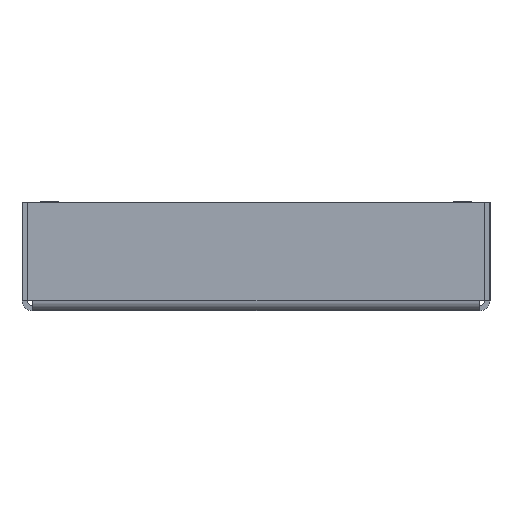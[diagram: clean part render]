
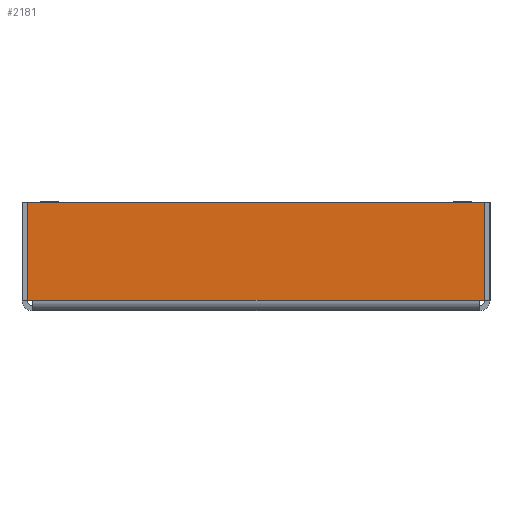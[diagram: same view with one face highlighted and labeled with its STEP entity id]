
A CAD part, left-side view. The second image highlights one B-rep face of the part: STEP entity #2181.
In plain terms, the highlighted planar face has unit normal (-1, 0, 0).
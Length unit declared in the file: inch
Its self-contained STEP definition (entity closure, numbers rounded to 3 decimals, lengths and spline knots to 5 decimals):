
#224=DIRECTION('',(0.,0.,1.));
#225=VECTOR('',#224,4.044);
#226=CARTESIAN_POINT('',(-10.266,0.096,-4.14));
#227=LINE('',#226,#225);
#670=DIRECTION('',(0.,0.,1.));
#671=VECTOR('',#670,0.048);
#672=CARTESIAN_POINT('',(-10.266,0.096,-4.188));
#673=LINE('',#672,#671);
#674=DIRECTION('',(0.,-1.,0.));
#675=VECTOR('',#674,0.889);
#676=CARTESIAN_POINT('',(-10.266,0.985,-4.188));
#677=LINE('',#676,#675);
#678=DIRECTION('',(0.,0.,-1.));
#679=VECTOR('',#678,4.14);
#680=CARTESIAN_POINT('',(-10.266,0.985,-0.048));
#681=LINE('',#680,#679);
#682=DIRECTION('',(0.,1.,0.));
#683=VECTOR('',#682,0.889);
#684=CARTESIAN_POINT('',(-10.266,0.096,-0.048));
#685=LINE('',#684,#683);
#686=DIRECTION('',(0.,0.,1.));
#687=VECTOR('',#686,0.048);
#688=CARTESIAN_POINT('',(-10.266,0.096,-0.096));
#689=LINE('',#688,#687);
#1102=CARTESIAN_POINT('',(-10.266,0.096,-0.096));
#1103=CARTESIAN_POINT('',(-10.266,0.096,-0.048));
#1104=VERTEX_POINT('',#1102);
#1105=VERTEX_POINT('',#1103);
#1106=CARTESIAN_POINT('',(-10.266,0.985,-0.048));
#1107=VERTEX_POINT('',#1106);
#1108=CARTESIAN_POINT('',(-10.266,0.985,-4.188));
#1109=VERTEX_POINT('',#1108);
#1110=CARTESIAN_POINT('',(-10.266,0.096,-4.188));
#1111=VERTEX_POINT('',#1110);
#1112=CARTESIAN_POINT('',(-10.266,0.096,-4.14));
#1113=VERTEX_POINT('',#1112);
#2164=CARTESIAN_POINT('',(-10.266,0.,-1.05685));
#2165=DIRECTION('',(-1.,0.,0.));
#2166=DIRECTION('',(0.,0.,-1.));
#2167=AXIS2_PLACEMENT_3D('',#2164,#2165,#2166);
#2168=PLANE('',#2167);
#2169=ORIENTED_EDGE('',*,*,#1604,.F.);
#2171=ORIENTED_EDGE('',*,*,#2170,.F.);
#2173=ORIENTED_EDGE('',*,*,#2172,.F.);
#2175=ORIENTED_EDGE('',*,*,#2174,.F.);
#2177=ORIENTED_EDGE('',*,*,#2176,.F.);
#2178=ORIENTED_EDGE('',*,*,#2154,.F.);
#2179=EDGE_LOOP('',(#2169,#2171,#2173,#2175,#2177,#2178));
#2180=FACE_OUTER_BOUND('',#2179,.F.);
#2181=ADVANCED_FACE('',(#2180),#2168,.T.);
#1604=EDGE_CURVE('',#1113,#1104,#227,.T.);
#2154=EDGE_CURVE('',#1104,#1105,#689,.T.);
#2170=EDGE_CURVE('',#1111,#1113,#673,.T.);
#2172=EDGE_CURVE('',#1109,#1111,#677,.T.);
#2174=EDGE_CURVE('',#1107,#1109,#681,.T.);
#2176=EDGE_CURVE('',#1105,#1107,#685,.T.);
